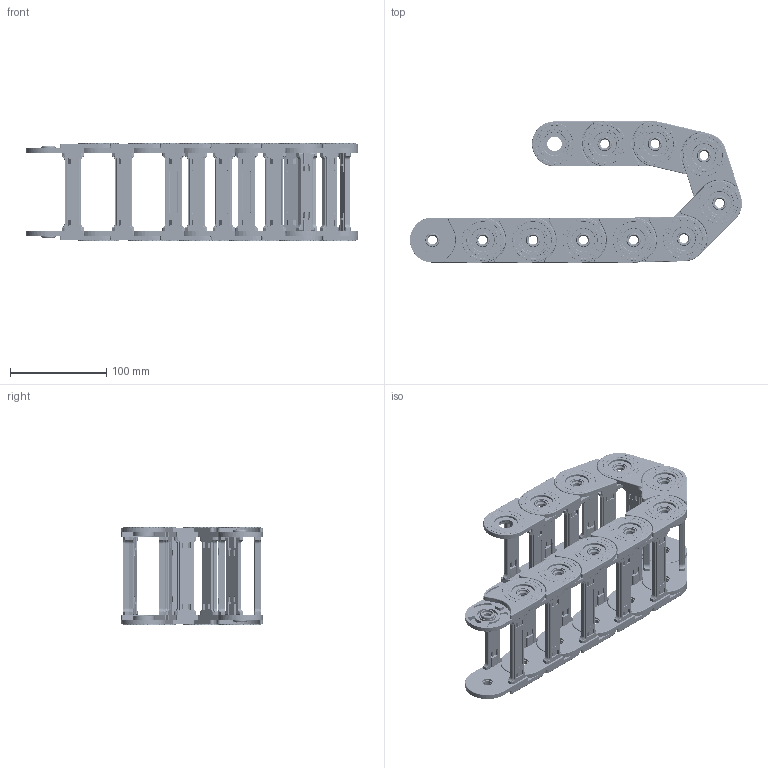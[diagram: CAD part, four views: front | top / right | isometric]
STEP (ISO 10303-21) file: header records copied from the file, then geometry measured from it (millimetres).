
FILE_DESCRIPTION (( 'STEP AP214' ), '1' );
FILE_NAME ('CK30-A080-R050.STEP', '2019-09-16T10:21:49', ( '' ), ( '' ), 'SwSTEP 2.0', 'SolidWorks 2017', '' );
FILE_SCHEMA (( 'AUTOMOTIVE_DESIGN' ));
Length unit declared in the file: millimetre
Products named in the file (2): CK30-A80_1; CK30-A080-R050
Assembly tree (10 placements, depth 2):
  CK30-A080-R050
    CK30-A80_1  x10
Bounding box: 345.3 x 146.7 x 101.25 mm (x, y, z)
Volume: 550813.8 mm3; surface area: 355588.5 mm2
Topology: 40 solids, 40 shells, 10380 faces, 27770 edges, 17910 vertices
Faces by surface type: plane 4340, cylinder 3140, bspline 2700, cone 200
Entity records: 54185 total; most frequent: CARTESIAN_POINT 30954, ORIENTED_EDGE 5510, DIRECTION 3677, EDGE_CURVE 2755, VERTEX_POINT 1791, VECTOR 1445, LINE 1445, EDGE_LOOP 1120
